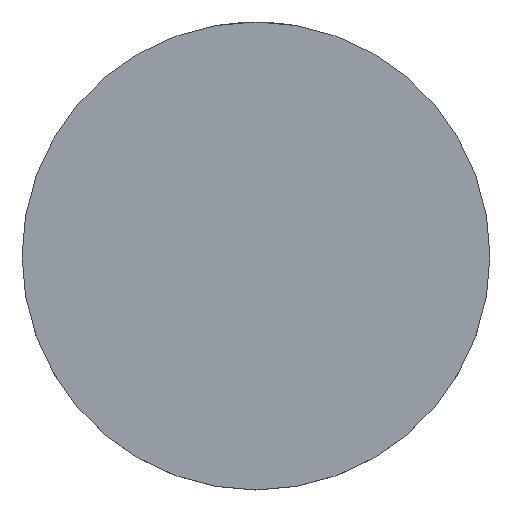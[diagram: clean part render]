
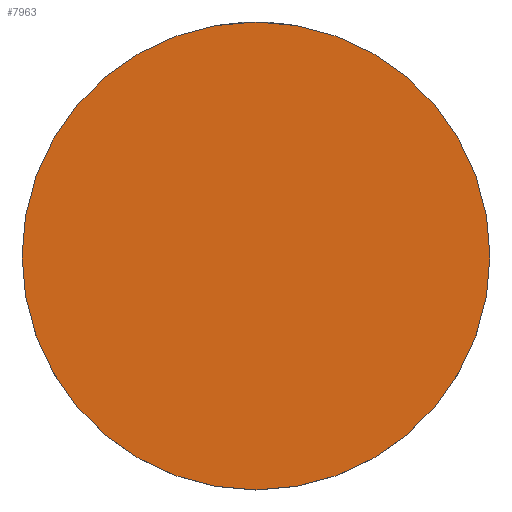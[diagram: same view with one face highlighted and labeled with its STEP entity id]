
A CAD part, top view. The second image highlights one B-rep face of the part: STEP entity #7963.
In plain terms, the highlighted planar face has unit normal (0, 0, 1).
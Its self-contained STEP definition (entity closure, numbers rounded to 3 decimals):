
#252 = CARTESIAN_POINT ( 'NONE',  ( -700., 0., 135. ) ) ;
#398 = AXIS2_PLACEMENT_3D ( 'NONE', #1483, #648, #8555 ) ;
#648 = DIRECTION ( 'NONE',  ( 0., 0., 1. ) ) ;
#1483 = CARTESIAN_POINT ( 'NONE',  ( 0., 0., 135. ) ) ;
#1990 = FACE_OUTER_BOUND ( 'NONE', #9199, .T. ) ;
#2474 = DIRECTION ( 'NONE',  ( 0., 0., 1. ) ) ;
#2996 = PLANE ( 'NONE',  #11223 ) ;
#3026 = VERTEX_POINT ( 'NONE', #252 ) ;
#3243 = CIRCLE ( 'NONE', #398, 700. ) ;
#3300 = DIRECTION ( 'NONE',  ( 1., 0., 0. ) ) ;
#3450 = EDGE_CURVE ( 'NONE', #6646, #3026, #3243, .T. ) ;
#4377 = CARTESIAN_POINT ( 'NONE',  ( 0., 0., 135. ) ) ;
#4727 = DIRECTION ( 'NONE',  ( 0., 0., 1. ) ) ;
#5623 = CARTESIAN_POINT ( 'NONE',  ( 0., 0., 135. ) ) ;
#5705 = AXIS2_PLACEMENT_3D ( 'NONE', #4377, #2474, #3300 ) ;
#6646 = VERTEX_POINT ( 'NONE', #11183 ) ;
#7963 = ADVANCED_FACE ( 'NONE', ( #1990 ), #2996, .T. ) ;
#8470 = DIRECTION ( 'NONE',  ( 1., 0., 0. ) ) ;
#8555 = DIRECTION ( 'NONE',  ( 1., 0., 0. ) ) ;
#9199 = EDGE_LOOP ( 'NONE', ( #11647, #10173 ) ) ;
#9338 = EDGE_CURVE ( 'NONE', #3026, #6646, #10276, .T. ) ;
#10173 = ORIENTED_EDGE ( 'NONE', *, *, #3450, .T. ) ;
#10276 = CIRCLE ( 'NONE', #5705, 700. ) ;
#11183 = CARTESIAN_POINT ( 'NONE',  ( 700., 0., 135. ) ) ;
#11223 = AXIS2_PLACEMENT_3D ( 'NONE', #5623, #4727, #8470 ) ;
#11647 = ORIENTED_EDGE ( 'NONE', *, *, #9338, .T. ) ;
